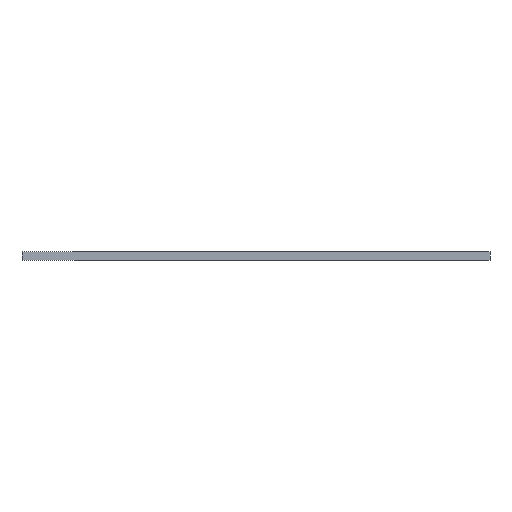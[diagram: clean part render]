
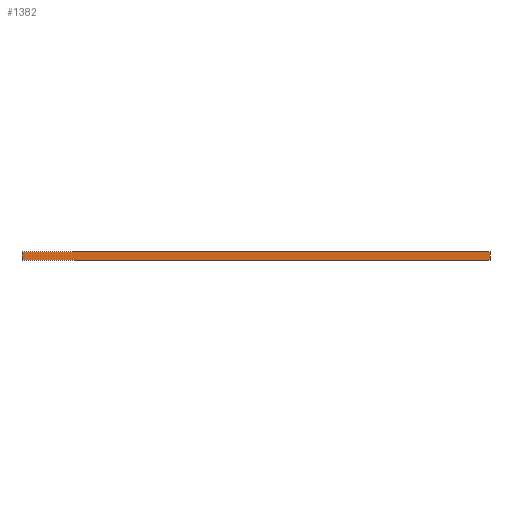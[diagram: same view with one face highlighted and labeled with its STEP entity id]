
A CAD part, front view. The second image highlights one B-rep face of the part: STEP entity #1382.
In plain terms, the highlighted planar face has unit normal (0, -1, 0).
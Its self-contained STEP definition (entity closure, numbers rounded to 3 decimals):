
#30=PLANE('',#1485);
#107=FACE_OUTER_BOUND('',#184,.T.);
#184=EDGE_LOOP('',(#1196,#1197,#1198,#1199));
#400=LINE('',#5708,#470);
#401=LINE('',#5710,#471);
#402=LINE('',#5712,#472);
#403=LINE('',#5713,#473);
#470=VECTOR('',#1718,10.);
#471=VECTOR('',#1719,10.);
#472=VECTOR('',#1720,10.);
#473=VECTOR('',#1721,10.);
#612=VERTEX_POINT('',#5706);
#613=VERTEX_POINT('',#5707);
#614=VERTEX_POINT('',#5709);
#615=VERTEX_POINT('',#5711);
#816=EDGE_CURVE('',#612,#613,#400,.T.);
#817=EDGE_CURVE('',#614,#612,#401,.T.);
#818=EDGE_CURVE('',#614,#615,#402,.T.);
#819=EDGE_CURVE('',#615,#613,#403,.T.);
#1196=ORIENTED_EDGE('',*,*,#816,.F.);
#1197=ORIENTED_EDGE('',*,*,#817,.F.);
#1198=ORIENTED_EDGE('',*,*,#818,.T.);
#1199=ORIENTED_EDGE('',*,*,#819,.T.);
#1382=ADVANCED_FACE('',(#107),#30,.T.);
#1485=AXIS2_PLACEMENT_3D('',#5705,#1716,#1717);
#1716=DIRECTION('center_axis',(0.,-1.,0.));
#1717=DIRECTION('ref_axis',(1.,0.,0.));
#1718=DIRECTION('',(1.,0.,0.));
#1719=DIRECTION('',(0.,0.,1.));
#1720=DIRECTION('',(1.,0.,0.));
#1721=DIRECTION('',(0.,0.,1.));
#5705=CARTESIAN_POINT('Origin',(50.,-50.,0.));
#5706=CARTESIAN_POINT('',(0.,-50.,6.35));
#5707=CARTESIAN_POINT('',(354.,-50.,6.35));
#5708=CARTESIAN_POINT('',(100.,-50.,6.35));
#5709=CARTESIAN_POINT('',(0.,-50.,0.));
#5710=CARTESIAN_POINT('',(0.,-50.,0.));
#5711=CARTESIAN_POINT('',(354.,-50.,0.));
#5712=CARTESIAN_POINT('',(244.,-50.,0.));
#5713=CARTESIAN_POINT('',(354.,-50.,0.));
